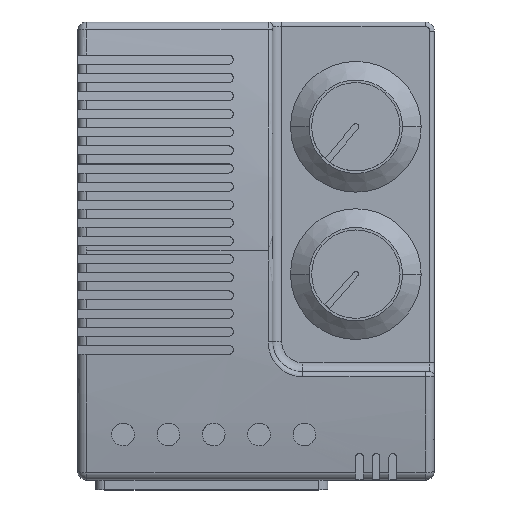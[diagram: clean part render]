
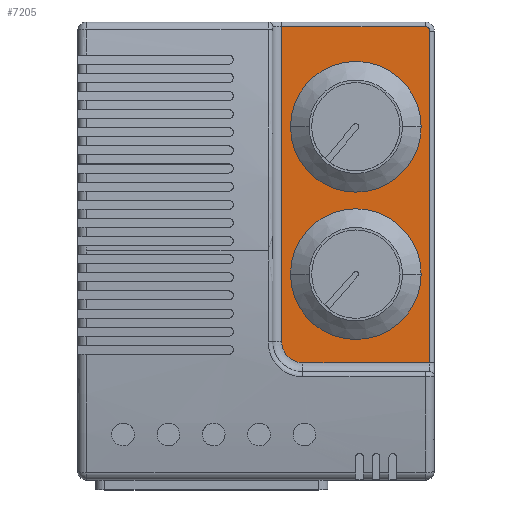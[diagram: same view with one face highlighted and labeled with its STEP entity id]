
A CAD part, top view. The second image highlights one B-rep face of the part: STEP entity #7205.
In plain terms, the highlighted planar face has unit normal (0, 0, 1).
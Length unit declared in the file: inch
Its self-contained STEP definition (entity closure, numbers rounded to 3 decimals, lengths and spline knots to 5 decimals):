
#359 = VECTOR ( 'NONE', #519, 39.37008 ) ;
#417 = VERTEX_POINT ( 'NONE', #3630 ) ;
#519 = DIRECTION ( 'NONE',  ( 0., 1., 0. ) ) ;
#810 = DIRECTION ( 'NONE',  ( 0., 1., 0. ) ) ;
#985 = LINE ( 'NONE', #2631, #3792 ) ;
#1025 = CARTESIAN_POINT ( 'NONE',  ( 0.66055, -0.1533, 0.28771 ) ) ;
#1119 = ORIENTED_EDGE ( 'NONE', *, *, #6661, .T. ) ;
#1379 = FACE_OUTER_BOUND ( 'NONE', #6392, .T. ) ;
#1541 = VERTEX_POINT ( 'NONE', #8201 ) ;
#1591 = AXIS2_PLACEMENT_3D ( 'NONE', #11027, #5395, #11987 ) ;
#1681 = AXIS2_PLACEMENT_3D ( 'NONE', #1025, #7641, #1963 ) ;
#1963 = DIRECTION ( 'NONE',  ( 0., 1., 0. ) ) ;
#2023 = ORIENTED_EDGE ( 'NONE', *, *, #9462, .T. ) ;
#2120 = CARTESIAN_POINT ( 'NONE',  ( 0.17, 1.485, 0.28771 ) ) ;
#2193 = CARTESIAN_POINT ( 'NONE',  ( 0.22805, -0.1533, 0.28771 ) ) ;
#2213 = DIRECTION ( 'NONE',  ( 0., 0., 1. ) ) ;
#2240 = AXIS2_PLACEMENT_3D ( 'NONE', #10444, #4840, #11408 ) ;
#2371 = CARTESIAN_POINT ( 'NONE',  ( 1.15, 1.455, 0.28771 ) ) ;
#2631 = CARTESIAN_POINT ( 'NONE',  ( 1.18, -0.74, 0.28771 ) ) ;
#2648 = DIRECTION ( 'NONE',  ( 0., 0., 1. ) ) ;
#3342 = ORIENTED_EDGE ( 'NONE', *, *, #10244, .F. ) ;
#3571 = DIRECTION ( 'NONE',  ( 0., 0., 1. ) ) ;
#3630 = CARTESIAN_POINT ( 'NONE',  ( 1.09305, -0.1533, 0.28771 ) ) ;
#3681 = AXIS2_PLACEMENT_3D ( 'NONE', #8298, #2648, #9249 ) ;
#3792 = VECTOR ( 'NONE', #9225, 39.37008 ) ;
#3868 = ORIENTED_EDGE ( 'NONE', *, *, #10421, .F. ) ;
#3916 = ORIENTED_EDGE ( 'NONE', *, *, #5005, .T. ) ;
#4204 = CARTESIAN_POINT ( 'NONE',  ( 0.17, 1.60322, 0.28771 ) ) ;
#4237 = VERTEX_POINT ( 'NONE', #4965 ) ;
#4397 = VERTEX_POINT ( 'NONE', #6127 ) ;
#4542 = PLANE ( 'NONE',  #11205 ) ;
#4840 = DIRECTION ( 'NONE',  ( 0., 0., 1. ) ) ;
#4843 = EDGE_CURVE ( 'NONE', #4237, #4397, #5383, .T. ) ;
#4927 = CIRCLE ( 'NONE', #6997, 0.4325 ) ;
#4965 = CARTESIAN_POINT ( 'NONE',  ( 1.15, -0.74, 0.28771 ) ) ;
#4999 = CIRCLE ( 'NONE', #8667, 0.4325 ) ;
#5005 = EDGE_CURVE ( 'NONE', #4397, #1541, #11353, .T. ) ;
#5359 = VERTEX_POINT ( 'NONE', #10645 ) ;
#5383 = LINE ( 'NONE', #2371, #359 ) ;
#5395 = DIRECTION ( 'NONE',  ( 0., 0., 1. ) ) ;
#5469 = EDGE_CURVE ( 'NONE', #6296, #4237, #985, .T. ) ;
#5521 = CARTESIAN_POINT ( 'NONE',  ( 0.11, 1.485, 0.28771 ) ) ;
#5639 = VERTEX_POINT ( 'NONE', #9690 ) ;
#5946 = EDGE_CURVE ( 'NONE', #12086, #5639, #8633, .T. ) ;
#6104 = VECTOR ( 'NONE', #8937, 39.37008 ) ;
#6127 = CARTESIAN_POINT ( 'NONE',  ( 1.15, 1.455, 0.28771 ) ) ;
#6128 = FACE_BOUND ( 'NONE', #7730, .T. ) ;
#6192 = ORIENTED_EDGE ( 'NONE', *, *, #4843, .T. ) ;
#6296 = VERTEX_POINT ( 'NONE', #10463 ) ;
#6392 = EDGE_LOOP ( 'NONE', ( #11105, #6192, #3916, #1119, #11046, #2023 ) ) ;
#6481 = DIRECTION ( 'NONE',  ( 0., 0., -1. ) ) ;
#6650 = CIRCLE ( 'NONE', #2240, 0.14 ) ;
#6661 = EDGE_CURVE ( 'NONE', #1541, #11016, #12169, .T. ) ;
#6997 = AXIS2_PLACEMENT_3D ( 'NONE', #9217, #3571, #10159 ) ;
#7027 = CARTESIAN_POINT ( 'NONE',  ( 1.09305, 0.8217, 0.28771 ) ) ;
#7205 = ADVANCED_FACE ( 'NONE', ( #10838, #1379, #6128 ), #4542, .F. ) ;
#7439 = VECTOR ( 'NONE', #12127, 39.37008 ) ;
#7461 = EDGE_CURVE ( 'NONE', #11016, #5359, #11103, .T. ) ;
#7641 = DIRECTION ( 'NONE',  ( 0., 0., 1. ) ) ;
#7730 = EDGE_LOOP ( 'NONE', ( #3342, #3868 ) ) ;
#7878 = CARTESIAN_POINT ( 'NONE',  ( 0.66055, -0.1533, 0.28771 ) ) ;
#8201 = CARTESIAN_POINT ( 'NONE',  ( 1.12, 1.485, 0.28771 ) ) ;
#8298 = CARTESIAN_POINT ( 'NONE',  ( 1.12, 1.455, 0.28771 ) ) ;
#8633 = CIRCLE ( 'NONE', #1591, 0.4325 ) ;
#8667 = AXIS2_PLACEMENT_3D ( 'NONE', #7878, #2213, #8808 ) ;
#8808 = DIRECTION ( 'NONE',  ( 0., 1., 0. ) ) ;
#8937 = DIRECTION ( 'NONE',  ( 0., -1., 0. ) ) ;
#8989 = EDGE_CURVE ( 'NONE', #5639, #12086, #4927, .T. ) ;
#9217 = CARTESIAN_POINT ( 'NONE',  ( 0.66055, 0.8217, 0.28771 ) ) ;
#9225 = DIRECTION ( 'NONE',  ( 1., 0., 0. ) ) ;
#9249 = DIRECTION ( 'NONE',  ( 0., 1., 0. ) ) ;
#9327 = EDGE_LOOP ( 'NONE', ( #11048, #10458 ) ) ;
#9462 = EDGE_CURVE ( 'NONE', #5359, #6296, #6650, .T. ) ;
#9690 = CARTESIAN_POINT ( 'NONE',  ( 0.22805, 0.8217, 0.28771 ) ) ;
#10159 = DIRECTION ( 'NONE',  ( 0., 1., 0. ) ) ;
#10244 = EDGE_CURVE ( 'NONE', #417, #11549, #12064, .T. ) ;
#10421 = EDGE_CURVE ( 'NONE', #11549, #417, #4999, .T. ) ;
#10444 = CARTESIAN_POINT ( 'NONE',  ( 0.31, -0.6, 0.28771 ) ) ;
#10458 = ORIENTED_EDGE ( 'NONE', *, *, #8989, .F. ) ;
#10463 = CARTESIAN_POINT ( 'NONE',  ( 0.31, -0.74, 0.28771 ) ) ;
#10645 = CARTESIAN_POINT ( 'NONE',  ( 0.17, -0.6, 0.28771 ) ) ;
#10838 = FACE_BOUND ( 'NONE', #9327, .T. ) ;
#11016 = VERTEX_POINT ( 'NONE', #2120 ) ;
#11027 = CARTESIAN_POINT ( 'NONE',  ( 0.66055, 0.8217, 0.28771 ) ) ;
#11046 = ORIENTED_EDGE ( 'NONE', *, *, #7461, .T. ) ;
#11048 = ORIENTED_EDGE ( 'NONE', *, *, #5946, .F. ) ;
#11103 = LINE ( 'NONE', #4204, #6104 ) ;
#11105 = ORIENTED_EDGE ( 'NONE', *, *, #5469, .T. ) ;
#11205 = AXIS2_PLACEMENT_3D ( 'NONE', #12136, #6481, #810 ) ;
#11353 = CIRCLE ( 'NONE', #3681, 0.03 ) ;
#11408 = DIRECTION ( 'NONE',  ( 0., 1., 0. ) ) ;
#11549 = VERTEX_POINT ( 'NONE', #2193 ) ;
#11987 = DIRECTION ( 'NONE',  ( 0., 1., 0. ) ) ;
#12064 = CIRCLE ( 'NONE', #1681, 0.4325 ) ;
#12086 = VERTEX_POINT ( 'NONE', #7027 ) ;
#12127 = DIRECTION ( 'NONE',  ( -1., 0., 0. ) ) ;
#12136 = CARTESIAN_POINT ( 'NONE',  ( 0.11, 1.60322, 0.28771 ) ) ;
#12169 = LINE ( 'NONE', #5521, #7439 ) ;
